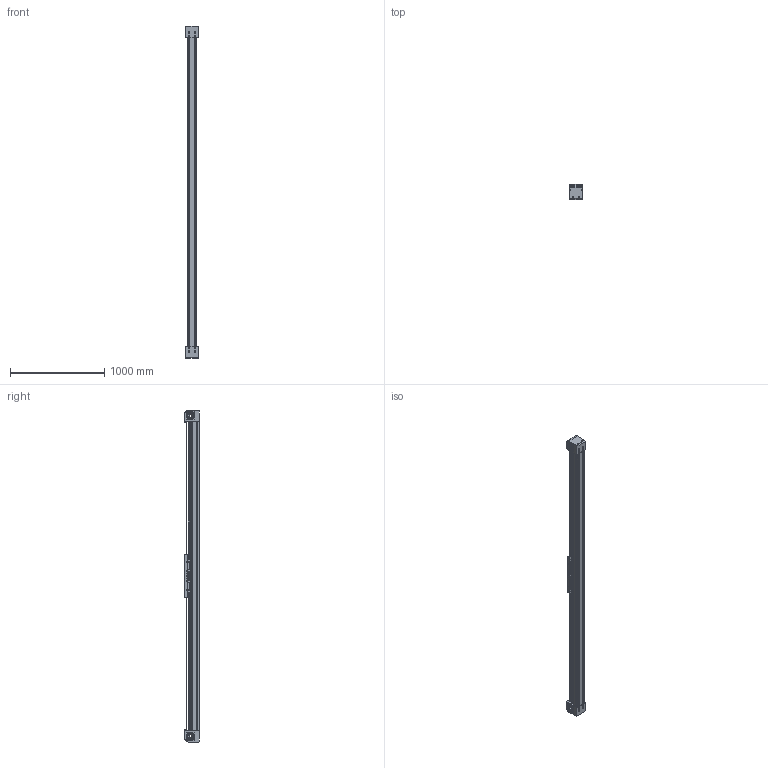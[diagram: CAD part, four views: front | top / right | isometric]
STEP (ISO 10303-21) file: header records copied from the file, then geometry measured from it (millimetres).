
FILE_DESCRIPTION (( 'STEP AP214' ), '1' );
FILE_NAME ('BLM100-2800.STEP', '2023-03-14T09:45:31', ( '' ), ( '' ), 'SwSTEP 2.0', 'SolidWorks 2023', '' );
FILE_SCHEMA (( 'AUTOMOTIVE_DESIGN' ));
Length unit declared in the file: millimetre
Products named in the file (1): BLM100-2800
Bounding box: 130 x 159 x 3520 mm (x, y, z)
Volume: 37066957.2 mm3; surface area: 4002119.2 mm2
Topology: 50 solids, 58 shells, 6386 faces, 18090 edges, 11892 vertices
Faces by surface type: plane 3581, cylinder 2457, torus 168, sphere 100, cone 56, bspline 24
Entity records: 283754 total; most frequent: CARTESIAN_POINT 43097, DIRECTION 35932, ORIENTED_EDGE 35684, EDGE_CURVE 17842, VECTOR 12002, LINE 12002, AXIS2_PLACEMENT_3D 11965, VERTEX_POINT 11756
